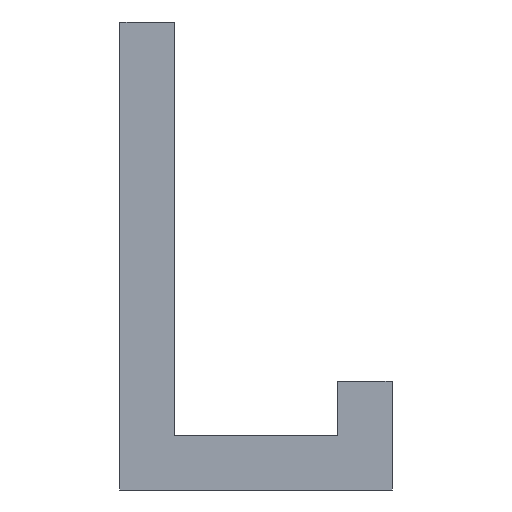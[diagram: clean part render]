
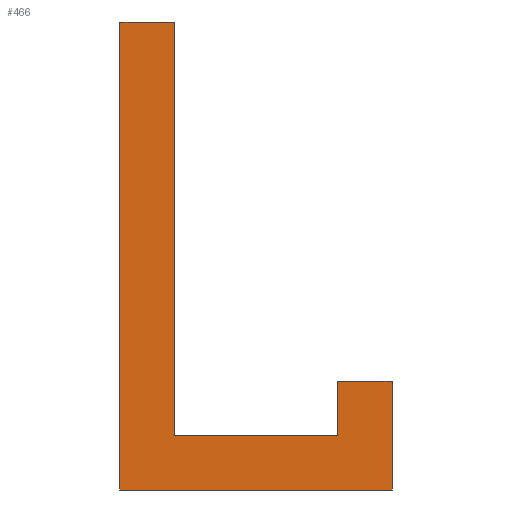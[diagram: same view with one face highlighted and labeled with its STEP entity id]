
A CAD part, left-side view. The second image highlights one B-rep face of the part: STEP entity #466.
In plain terms, the highlighted free-form (B-spline) face has degree [1, 1] with [2, 2] control points.
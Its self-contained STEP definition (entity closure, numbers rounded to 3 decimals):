
#389=(
BOUNDED_SURFACE()
B_SPLINE_SURFACE(1,1,((#390,#391),(#392,#393)),.UNSPECIFIED.,.F.,.F.,.F.)
B_SPLINE_SURFACE_WITH_KNOTS((2,2),(2,2),(0.000,1.000),(0.000,1.000),.UNSPECIFIED.)
GEOMETRIC_REPRESENTATION_ITEM()
RATIONAL_B_SPLINE_SURFACE(((1.,1.),(1.,1.)))
REPRESENTATION_ITEM('')
SURFACE()
);
#390=CARTESIAN_POINT('',(-12.,-13.489,43.989));
#391=CARTESIAN_POINT('',(-12.,-13.489,-0.989));
#392=CARTESIAN_POINT('',(-12.,13.489,43.989));
#393=CARTESIAN_POINT('',(-12.,13.489,-0.989));
#394=CARTESIAN_POINT('',(-12.,-7.5,5.));
#395=VERTEX_POINT('',#394);
#396=(
BOUNDED_CURVE()
B_SPLINE_CURVE(1,(#397,#398),.UNSPECIFIED.,.F.,.F.)
B_SPLINE_CURVE_WITH_KNOTS((2,2),(0.000,1.000),.UNSPECIFIED.)
CURVE()
GEOMETRIC_REPRESENTATION_ITEM()
RATIONAL_B_SPLINE_CURVE((1.,1.))
REPRESENTATION_ITEM('')
);
#397=CARTESIAN_POINT('',(-12.,-7.5,5.));
#398=CARTESIAN_POINT('',(-12.,-7.5,10.));
#399=CARTESIAN_POINT('',(-12.,-7.5,10.));
#400=VERTEX_POINT('',#399);
#401=EDGE_CURVE('',#395,#400,#396,.T.);
#402=ORIENTED_EDGE('',*,*,#401,.T.);
#403=(
BOUNDED_CURVE()
B_SPLINE_CURVE(1,(#404,#405),.UNSPECIFIED.,.F.,.F.)
B_SPLINE_CURVE_WITH_KNOTS((2,2),(0.000,1.000),.UNSPECIFIED.)
CURVE()
GEOMETRIC_REPRESENTATION_ITEM()
RATIONAL_B_SPLINE_CURVE((1.,1.))
REPRESENTATION_ITEM('')
);
#404=CARTESIAN_POINT('',(-12.,-7.5,10.));
#405=CARTESIAN_POINT('',(-12.,-12.5,10.));
#406=CARTESIAN_POINT('',(-12.,-12.5,10.));
#407=VERTEX_POINT('',#406);
#408=EDGE_CURVE('',#400,#407,#403,.T.);
#409=ORIENTED_EDGE('',*,*,#408,.T.);
#410=(
BOUNDED_CURVE()
B_SPLINE_CURVE(1,(#411,#412),.UNSPECIFIED.,.F.,.F.)
B_SPLINE_CURVE_WITH_KNOTS((2,2),(0.000,1.000),.UNSPECIFIED.)
CURVE()
GEOMETRIC_REPRESENTATION_ITEM()
RATIONAL_B_SPLINE_CURVE((1.,1.))
REPRESENTATION_ITEM('')
);
#411=CARTESIAN_POINT('',(-12.,-12.5,10.));
#412=CARTESIAN_POINT('',(-12.,-12.5,5.));
#413=CARTESIAN_POINT('',(-12.,-12.5,5.));
#414=VERTEX_POINT('',#413);
#415=EDGE_CURVE('',#407,#414,#410,.T.);
#416=ORIENTED_EDGE('',*,*,#415,.T.);
#417=(
BOUNDED_CURVE()
B_SPLINE_CURVE(1,(#418,#419),.UNSPECIFIED.,.F.,.F.)
B_SPLINE_CURVE_WITH_KNOTS((2,2),(0.000,1.000),.UNSPECIFIED.)
CURVE()
GEOMETRIC_REPRESENTATION_ITEM()
RATIONAL_B_SPLINE_CURVE((1.,1.))
REPRESENTATION_ITEM('')
);
#418=CARTESIAN_POINT('',(-12.,-12.5,5.));
#419=CARTESIAN_POINT('',(-12.,-12.5,0.));
#420=CARTESIAN_POINT('',(-12.,-12.5,0.));
#421=VERTEX_POINT('',#420);
#422=EDGE_CURVE('',#414,#421,#417,.T.);
#423=ORIENTED_EDGE('',*,*,#422,.T.);
#424=(
BOUNDED_CURVE()
B_SPLINE_CURVE(1,(#425,#426),.UNSPECIFIED.,.F.,.F.)
B_SPLINE_CURVE_WITH_KNOTS((2,2),(0.000,1.000),.UNSPECIFIED.)
CURVE()
GEOMETRIC_REPRESENTATION_ITEM()
RATIONAL_B_SPLINE_CURVE((1.,1.))
REPRESENTATION_ITEM('')
);
#425=CARTESIAN_POINT('',(-12.,-12.5,0.));
#426=CARTESIAN_POINT('',(-12.,12.5,0.));
#427=CARTESIAN_POINT('',(-12.,12.5,0.));
#428=VERTEX_POINT('',#427);
#429=EDGE_CURVE('',#421,#428,#424,.T.);
#430=ORIENTED_EDGE('',*,*,#429,.T.);
#431=(
BOUNDED_CURVE()
B_SPLINE_CURVE(1,(#432,#433),.UNSPECIFIED.,.F.,.F.)
B_SPLINE_CURVE_WITH_KNOTS((2,2),(0.000,1.000),.UNSPECIFIED.)
CURVE()
GEOMETRIC_REPRESENTATION_ITEM()
RATIONAL_B_SPLINE_CURVE((1.,1.))
REPRESENTATION_ITEM('')
);
#432=CARTESIAN_POINT('',(-12.,12.5,0.));
#433=CARTESIAN_POINT('',(-12.,12.5,5.));
#434=CARTESIAN_POINT('',(-12.,12.5,5.));
#435=VERTEX_POINT('',#434);
#436=EDGE_CURVE('',#428,#435,#431,.T.);
#437=ORIENTED_EDGE('',*,*,#436,.T.);
#438=(
BOUNDED_CURVE()
B_SPLINE_CURVE(1,(#439,#440),.UNSPECIFIED.,.F.,.F.)
B_SPLINE_CURVE_WITH_KNOTS((2,2),(0.000,1.000),.UNSPECIFIED.)
CURVE()
GEOMETRIC_REPRESENTATION_ITEM()
RATIONAL_B_SPLINE_CURVE((1.,1.))
REPRESENTATION_ITEM('')
);
#439=CARTESIAN_POINT('',(-12.,12.5,5.));
#440=CARTESIAN_POINT('',(-12.,12.5,43.));
#441=CARTESIAN_POINT('',(-12.,12.5,43.));
#442=VERTEX_POINT('',#441);
#443=EDGE_CURVE('',#435,#442,#438,.T.);
#444=ORIENTED_EDGE('',*,*,#443,.T.);
#445=(
BOUNDED_CURVE()
B_SPLINE_CURVE(1,(#446,#447),.UNSPECIFIED.,.F.,.F.)
B_SPLINE_CURVE_WITH_KNOTS((2,2),(0.000,1.000),.UNSPECIFIED.)
CURVE()
GEOMETRIC_REPRESENTATION_ITEM()
RATIONAL_B_SPLINE_CURVE((1.,1.))
REPRESENTATION_ITEM('')
);
#446=CARTESIAN_POINT('',(-12.,12.5,43.));
#447=CARTESIAN_POINT('',(-12.,7.5,43.));
#448=CARTESIAN_POINT('',(-12.,7.5,43.));
#449=VERTEX_POINT('',#448);
#450=EDGE_CURVE('',#442,#449,#445,.T.);
#451=ORIENTED_EDGE('',*,*,#450,.T.);
#452=(
BOUNDED_CURVE()
B_SPLINE_CURVE(1,(#453,#454),.UNSPECIFIED.,.F.,.F.)
B_SPLINE_CURVE_WITH_KNOTS((2,2),(0.000,1.000),.UNSPECIFIED.)
CURVE()
GEOMETRIC_REPRESENTATION_ITEM()
RATIONAL_B_SPLINE_CURVE((1.,1.))
REPRESENTATION_ITEM('')
);
#453=CARTESIAN_POINT('',(-12.,7.5,43.));
#454=CARTESIAN_POINT('',(-12.,7.5,5.));
#455=CARTESIAN_POINT('',(-12.,7.5,5.));
#456=VERTEX_POINT('',#455);
#457=EDGE_CURVE('',#449,#456,#452,.T.);
#458=ORIENTED_EDGE('',*,*,#457,.T.);
#459=(
BOUNDED_CURVE()
B_SPLINE_CURVE(1,(#460,#461),.UNSPECIFIED.,.F.,.F.)
B_SPLINE_CURVE_WITH_KNOTS((2,2),(0.000,1.000),.UNSPECIFIED.)
CURVE()
GEOMETRIC_REPRESENTATION_ITEM()
RATIONAL_B_SPLINE_CURVE((1.,1.))
REPRESENTATION_ITEM('')
);
#460=CARTESIAN_POINT('',(-12.,7.5,5.));
#461=CARTESIAN_POINT('',(-12.,-7.5,5.));
#462=EDGE_CURVE('',#456,#395,#459,.T.);
#463=ORIENTED_EDGE('',*,*,#462,.T.);
#464=EDGE_LOOP('',(#402,#409,#416,#423,#430,#437,#444,#451,#458,#463));
#465=FACE_OUTER_BOUND('',#464,.T.);
#466=ADVANCED_FACE('',(#465),#389,.T.);
